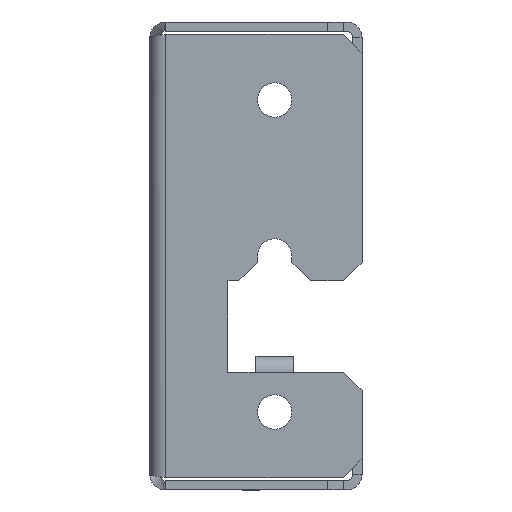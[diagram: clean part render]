
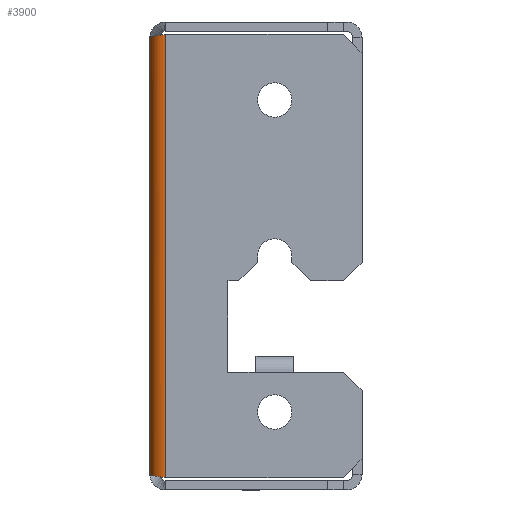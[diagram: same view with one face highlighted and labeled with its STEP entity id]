
A CAD part, left-side view. The second image highlights one B-rep face of the part: STEP entity #3900.
In plain terms, the highlighted cylindrical face has radius 2.5 mm (diameter 5 mm), a partial arc.
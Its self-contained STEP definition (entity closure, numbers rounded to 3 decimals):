
#51 = DIRECTION ( 'NONE',  ( 0., 0., 1. ) ) ;
#182 = CARTESIAN_POINT ( 'NONE',  ( -97.536, -0.501, 35.208 ) ) ;
#207 = EDGE_CURVE ( 'NONE', #3307, #413, #7714, .T. ) ;
#413 = VERTEX_POINT ( 'NONE', #6291 ) ;
#572 = CARTESIAN_POINT ( 'NONE',  ( -96.327, 0., -35.042 ) ) ;
#858 = CARTESIAN_POINT ( 'NONE',  ( -97.259, -0.316, 35.167 ) ) ;
#1146 = CARTESIAN_POINT ( 'NONE',  ( -98.5, -2.173, -35.458 ) ) ;
#1159 = CARTESIAN_POINT ( 'NONE',  ( -98.5, -2.5, 35.5 ) ) ;
#1271 = B_SPLINE_CURVE_WITH_KNOTS ( 'NONE', 3,
 ( #7139, #572, #3488, #4793, #8624, #7768, #2053, #6948, #1146, #3300 ),
 .UNSPECIFIED., .F., .F.,
 ( 4, 2, 2, 2, 4 ),
 ( 0., 0.25, 0.5, 0.75, 1. ),
 .UNSPECIFIED. ) ;
#2008 = ORIENTED_EDGE ( 'NONE', *, *, #207, .T. ) ;
#2053 = CARTESIAN_POINT ( 'NONE',  ( -98.184, -1.241, -35.333 ) ) ;
#2181 = VECTOR ( 'NONE', #3586, 1000. ) ;
#2378 = CARTESIAN_POINT ( 'NONE',  ( -96.327, 0., 35.042 ) ) ;
#2931 = VECTOR ( 'NONE', #51, 1000. ) ;
#3103 = CARTESIAN_POINT ( 'NONE',  ( -98.184, -1.241, 35.333 ) ) ;
#3188 = DIRECTION ( 'NONE',  ( 1., 0., 0. ) ) ;
#3300 = CARTESIAN_POINT ( 'NONE',  ( -98.5, -2.5, -35.5 ) ) ;
#3307 = VERTEX_POINT ( 'NONE', #1159 ) ;
#3488 = CARTESIAN_POINT ( 'NONE',  ( -96.654, -0.065, -35.083 ) ) ;
#3586 = DIRECTION ( 'NONE',  ( 0., 0., -1. ) ) ;
#3866 = CARTESIAN_POINT ( 'NONE',  ( -96.654, -0.065, 35.083 ) ) ;
#3900 = ADVANCED_FACE ( 'NONE', ( #6114 ), #3919, .T. ) ;
#3919 = CYLINDRICAL_SURFACE ( 'NONE', #8812, 2.5 ) ;
#4359 = VERTEX_POINT ( 'NONE', #8854 ) ;
#4408 = LINE ( 'NONE', #6408, #2181 ) ;
#4793 = CARTESIAN_POINT ( 'NONE',  ( -97.259, -0.316, -35.167 ) ) ;
#5221 = DIRECTION ( 'NONE',  ( 0., 0., 1. ) ) ;
#5310 = CARTESIAN_POINT ( 'NONE',  ( -96., 0., 35. ) ) ;
#5975 = CARTESIAN_POINT ( 'NONE',  ( -98.435, -1.846, 35.417 ) ) ;
#6026 = EDGE_LOOP ( 'NONE', ( #6758, #7403, #6385, #2008 ) ) ;
#6114 = FACE_OUTER_BOUND ( 'NONE', #6026, .T. ) ;
#6234 = EDGE_CURVE ( 'NONE', #8761, #4359, #1271, .T. ) ;
#6291 = CARTESIAN_POINT ( 'NONE',  ( -96., 0., 35. ) ) ;
#6377 = CARTESIAN_POINT ( 'NONE',  ( -96., 0., -35. ) ) ;
#6385 = ORIENTED_EDGE ( 'NONE', *, *, #6964, .T. ) ;
#6408 = CARTESIAN_POINT ( 'NONE',  ( -96., 0., 35. ) ) ;
#6758 = ORIENTED_EDGE ( 'NONE', *, *, #8068, .T. ) ;
#6876 = CARTESIAN_POINT ( 'NONE',  ( -97.999, -0.964, 35.292 ) ) ;
#6948 = CARTESIAN_POINT ( 'NONE',  ( -98.435, -1.846, -35.417 ) ) ;
#6964 = EDGE_CURVE ( 'NONE', #4359, #3307, #8094, .T. ) ;
#7139 = CARTESIAN_POINT ( 'NONE',  ( -96., 0., -35. ) ) ;
#7403 = ORIENTED_EDGE ( 'NONE', *, *, #6234, .T. ) ;
#7429 = CARTESIAN_POINT ( 'NONE',  ( -98.5, -2.5, 35. ) ) ;
#7714 = B_SPLINE_CURVE_WITH_KNOTS ( 'NONE', 3,
 ( #8322, #8909, #5975, #3103, #6876, #182, #858, #3866, #2378, #5310 ),
 .UNSPECIFIED., .F., .F.,
 ( 4, 2, 2, 2, 4 ),
 ( 0., 0.25, 0.5, 0.75, 1. ),
 .UNSPECIFIED. ) ;
#7768 = CARTESIAN_POINT ( 'NONE',  ( -97.999, -0.964, -35.292 ) ) ;
#8068 = EDGE_CURVE ( 'NONE', #413, #8761, #4408, .T. ) ;
#8094 = LINE ( 'NONE', #7429, #2931 ) ;
#8322 = CARTESIAN_POINT ( 'NONE',  ( -98.5, -2.5, 35.5 ) ) ;
#8624 = CARTESIAN_POINT ( 'NONE',  ( -97.536, -0.501, -35.208 ) ) ;
#8761 = VERTEX_POINT ( 'NONE', #6377 ) ;
#8812 = AXIS2_PLACEMENT_3D ( 'NONE', #9044, #5221, #3188 ) ;
#8854 = CARTESIAN_POINT ( 'NONE',  ( -98.5, -2.5, -35.5 ) ) ;
#8909 = CARTESIAN_POINT ( 'NONE',  ( -98.5, -2.173, 35.458 ) ) ;
#9044 = CARTESIAN_POINT ( 'NONE',  ( -96., -2.5, -71.06 ) ) ;
